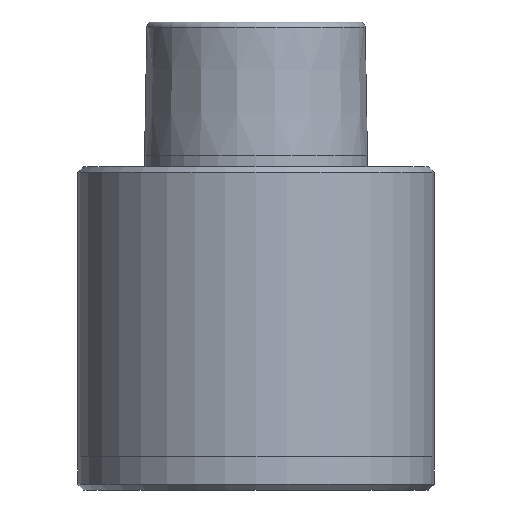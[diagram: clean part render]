
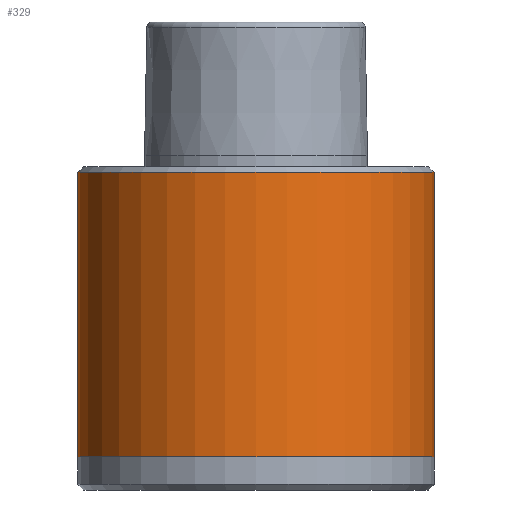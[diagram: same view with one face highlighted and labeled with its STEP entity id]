
A CAD part, front view. The second image highlights one B-rep face of the part: STEP entity #329.
In plain terms, the highlighted cylindrical face has radius 16 mm (diameter 32 mm), a partial arc.
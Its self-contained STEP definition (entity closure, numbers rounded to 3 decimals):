
#67 = AXIS2_PLACEMENT_3D ( 'NONE', #173, #941, #286 ) ;
#86 = CARTESIAN_POINT ( 'NONE',  ( 16., 0., -1.5 ) ) ;
#130 = CARTESIAN_POINT ( 'NONE',  ( -16., 0., -27. ) ) ;
#173 = CARTESIAN_POINT ( 'NONE',  ( 0., 0., -27. ) ) ;
#258 = CARTESIAN_POINT ( 'NONE',  ( 16., 0., -30. ) ) ;
#286 = DIRECTION ( 'NONE',  ( 1., 0., 0. ) ) ;
#293 = ORIENTED_EDGE ( 'NONE', *, *, #421, .T. ) ;
#329 = ADVANCED_FACE ( 'NONE', ( #1266 ), #521, .T. ) ;
#386 = CARTESIAN_POINT ( 'NONE',  ( 16., 0., -27. ) ) ;
#393 = EDGE_LOOP ( 'NONE', ( #1174, #574, #293, #1128 ) ) ;
#394 = CARTESIAN_POINT ( 'NONE',  ( 0., 0., -1.5 ) ) ;
#421 = EDGE_CURVE ( 'NONE', #1013, #498, #1138, .T. ) ;
#453 = AXIS2_PLACEMENT_3D ( 'NONE', #394, #1172, #507 ) ;
#493 = EDGE_CURVE ( 'NONE', #634, #678, #970, .T. ) ;
#498 = VERTEX_POINT ( 'NONE', #86 ) ;
#507 = DIRECTION ( 'NONE',  ( -1., 0., 0. ) ) ;
#521 = CYLINDRICAL_SURFACE ( 'NONE', #1028, 16. ) ;
#523 = CIRCLE ( 'NONE', #453, 16. ) ;
#574 = ORIENTED_EDGE ( 'NONE', *, *, #1038, .T. ) ;
#634 = VERTEX_POINT ( 'NONE', #130 ) ;
#664 = VECTOR ( 'NONE', #1396, 1000. ) ;
#678 = VERTEX_POINT ( 'NONE', #1134 ) ;
#713 = CARTESIAN_POINT ( 'NONE',  ( 0., 0., -30. ) ) ;
#775 = VECTOR ( 'NONE', #1027, 1000. ) ;
#829 = DIRECTION ( 'NONE',  ( 0., 0., 1. ) ) ;
#866 = CIRCLE ( 'NONE', #67, 16. ) ;
#883 = EDGE_CURVE ( 'NONE', #498, #678, #523, .T. ) ;
#941 = DIRECTION ( 'NONE',  ( 0., 0., 1. ) ) ;
#970 = LINE ( 'NONE', #1075, #664 ) ;
#1013 = VERTEX_POINT ( 'NONE', #386 ) ;
#1027 = DIRECTION ( 'NONE',  ( 0., 0., 1. ) ) ;
#1028 = AXIS2_PLACEMENT_3D ( 'NONE', #713, #829, #1372 ) ;
#1038 = EDGE_CURVE ( 'NONE', #634, #1013, #866, .T. ) ;
#1075 = CARTESIAN_POINT ( 'NONE',  ( -16., 0., -30. ) ) ;
#1128 = ORIENTED_EDGE ( 'NONE', *, *, #883, .T. ) ;
#1134 = CARTESIAN_POINT ( 'NONE',  ( -16., 0., -1.5 ) ) ;
#1138 = LINE ( 'NONE', #258, #775 ) ;
#1172 = DIRECTION ( 'NONE',  ( 0., 0., -1. ) ) ;
#1174 = ORIENTED_EDGE ( 'NONE', *, *, #493, .F. ) ;
#1266 = FACE_OUTER_BOUND ( 'NONE', #393, .T. ) ;
#1372 = DIRECTION ( 'NONE',  ( 1., 0., 0. ) ) ;
#1396 = DIRECTION ( 'NONE',  ( 0., 0., 1. ) ) ;
